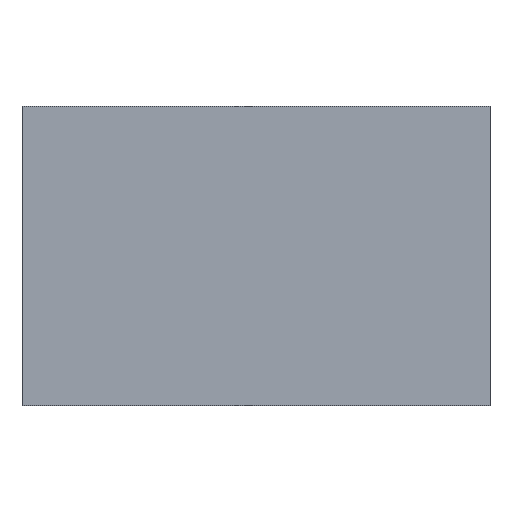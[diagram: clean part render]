
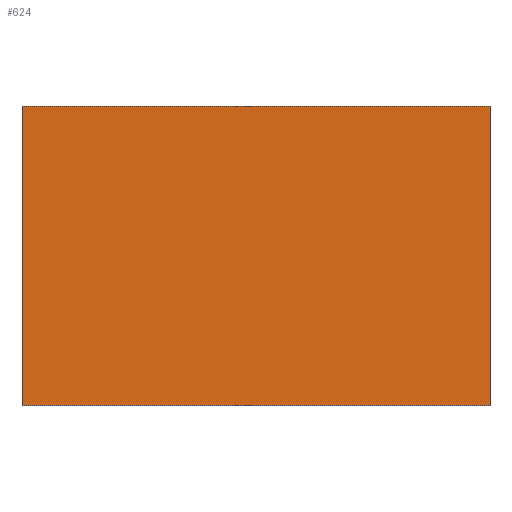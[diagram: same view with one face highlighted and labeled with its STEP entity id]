
A CAD part, top view. The second image highlights one B-rep face of the part: STEP entity #624.
In plain terms, the highlighted planar face has unit normal (0, 0, 1).
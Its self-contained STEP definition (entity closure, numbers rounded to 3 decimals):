
#76=FACE_OUTER_BOUND('',#119,.T.);
#119=EDGE_LOOP('',(#537,#538,#539,#540));
#185=LINE('',#986,#257);
#189=LINE('',#994,#261);
#192=LINE('',#1000,#264);
#195=LINE('',#1005,#267);
#257=VECTOR('',#814,1.);
#261=VECTOR('',#820,1.);
#264=VECTOR('',#825,1.);
#267=VECTOR('',#830,1.);
#311=VERTEX_POINT('',#984);
#312=VERTEX_POINT('',#985);
#315=VERTEX_POINT('',#993);
#317=VERTEX_POINT('',#999);
#383=EDGE_CURVE('',#311,#312,#185,.T.);
#387=EDGE_CURVE('',#312,#315,#189,.T.);
#390=EDGE_CURVE('',#315,#317,#192,.T.);
#393=EDGE_CURVE('',#317,#311,#195,.T.);
#537=ORIENTED_EDGE('',*,*,#383,.F.);
#538=ORIENTED_EDGE('',*,*,#393,.F.);
#539=ORIENTED_EDGE('',*,*,#390,.F.);
#540=ORIENTED_EDGE('',*,*,#387,.F.);
#584=PLANE('',#675);
#624=ADVANCED_FACE('',(#76),#584,.T.);
#675=AXIS2_PLACEMENT_3D('',#1007,#832,#833);
#814=DIRECTION('',(0.,-1.,0.));
#820=DIRECTION('',(-1.,0.,0.));
#825=DIRECTION('',(0.,1.,0.));
#830=DIRECTION('',(1.,0.,0.));
#832=DIRECTION('center_axis',(0.,0.,1.));
#833=DIRECTION('ref_axis',(1.,0.,0.));
#984=CARTESIAN_POINT('',(6.1,5.25,10.6));
#985=CARTESIAN_POINT('',(6.1,-2.55,10.6));
#986=CARTESIAN_POINT('',(6.1,5.65,10.6));
#993=CARTESIAN_POINT('',(-6.1,-2.55,10.6));
#994=CARTESIAN_POINT('',(6.1,-2.55,10.6));
#999=CARTESIAN_POINT('',(-6.1,5.25,10.6));
#1000=CARTESIAN_POINT('',(-6.1,-2.95,10.6));
#1005=CARTESIAN_POINT('',(-6.35,5.25,10.6));
#1007=CARTESIAN_POINT('Origin',(0.,1.35,10.6));
